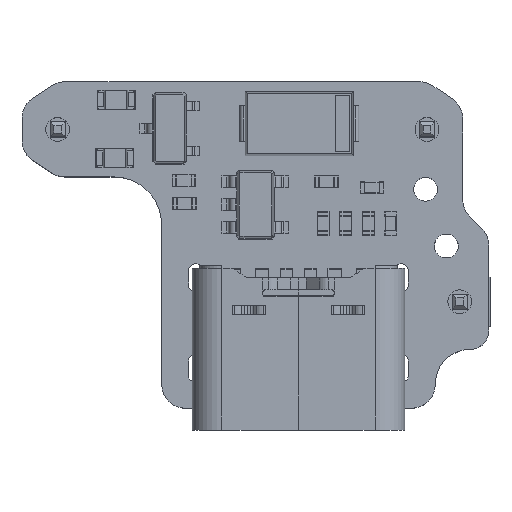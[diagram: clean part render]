
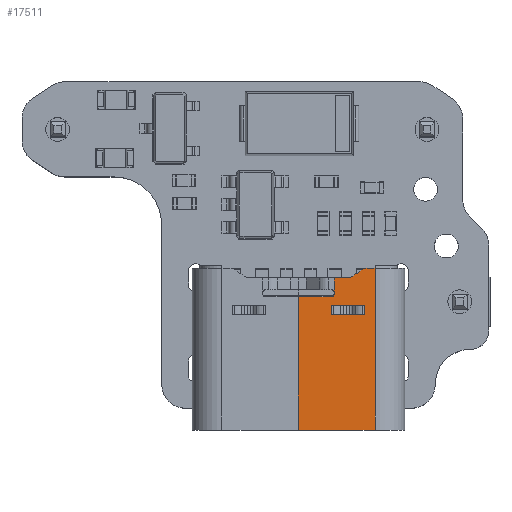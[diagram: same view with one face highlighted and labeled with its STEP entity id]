
A CAD part, top view. The second image highlights one B-rep face of the part: STEP entity #17511.
In plain terms, the highlighted planar face has unit normal (0, 0, 1).
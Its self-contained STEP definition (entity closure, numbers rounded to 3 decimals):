
#16426 = VERTEX_POINT('',#16427);
#16427 = CARTESIAN_POINT('',(0.,-3.4,3.26));
#16435 = EDGE_CURVE('',#16426,#16436,#16438,.T.);
#16436 = VERTEX_POINT('',#16437);
#16437 = CARTESIAN_POINT('',(3.22,-3.4,3.26));
#16438 = LINE('',#16439,#16440);
#16439 = CARTESIAN_POINT('',(0.,-3.4,3.26));
#16440 = VECTOR('',#16441,1.);
#16441 = DIRECTION('',(1.,-0.,0.));
#17485 = EDGE_CURVE('',#16426,#17486,#17488,.T.);
#17486 = VERTEX_POINT('',#17487);
#17487 = CARTESIAN_POINT('',(0.,2.2,3.26));
#17488 = LINE('',#17489,#17490);
#17489 = CARTESIAN_POINT('',(0.,-3.4,3.26));
#17490 = VECTOR('',#17491,1.);
#17491 = DIRECTION('',(0.,1.,0.));
#17511 = ADVANCED_FACE('',(#17512,#17605),#17671,.F.);
#17512 = FACE_BOUND('',#17513,.F.);
#17513 = EDGE_LOOP('',(#17514,#17522,#17531,#17539,#17547,#17555,#17563,
    #17572,#17580,#17589,#17597,#17603,#17604));
#17514 = ORIENTED_EDGE('',*,*,#17515,.F.);
#17515 = EDGE_CURVE('',#17516,#17486,#17518,.T.);
#17516 = VERTEX_POINT('',#17517);
#17517 = CARTESIAN_POINT('',(1.375,2.2,3.26));
#17518 = LINE('',#17519,#17520);
#17519 = CARTESIAN_POINT('',(1.5,2.2,3.26));
#17520 = VECTOR('',#17521,1.);
#17521 = DIRECTION('',(-1.,-0.,0.));
#17522 = ORIENTED_EDGE('',*,*,#17523,.T.);
#17523 = EDGE_CURVE('',#17516,#17524,#17526,.T.);
#17524 = VERTEX_POINT('',#17525);
#17525 = CARTESIAN_POINT('',(1.5,2.325,3.26));
#17526 = CIRCLE('',#17527,0.125);
#17527 = AXIS2_PLACEMENT_3D('',#17528,#17529,#17530);
#17528 = CARTESIAN_POINT('',(1.375,2.325,3.26));
#17529 = DIRECTION('',(0.,0.,1.));
#17530 = DIRECTION('',(0.,-1.,0.));
#17531 = ORIENTED_EDGE('',*,*,#17532,.F.);
#17532 = EDGE_CURVE('',#17533,#17524,#17535,.T.);
#17533 = VERTEX_POINT('',#17534);
#17534 = CARTESIAN_POINT('',(1.5,2.375,3.26));
#17535 = LINE('',#17536,#17537);
#17536 = CARTESIAN_POINT('',(1.5,3.,3.26));
#17537 = VECTOR('',#17538,1.);
#17538 = DIRECTION('',(0.,-1.,0.));
#17539 = ORIENTED_EDGE('',*,*,#17540,.F.);
#17540 = EDGE_CURVE('',#17541,#17533,#17543,.T.);
#17541 = VERTEX_POINT('',#17542);
#17542 = CARTESIAN_POINT('',(1.5,2.5,3.26));
#17543 = LINE('',#17544,#17545);
#17544 = CARTESIAN_POINT('',(1.5,3.,3.26));
#17545 = VECTOR('',#17546,1.);
#17546 = DIRECTION('',(0.,-1.,0.));
#17547 = ORIENTED_EDGE('',*,*,#17548,.F.);
#17548 = EDGE_CURVE('',#17549,#17541,#17551,.T.);
#17549 = VERTEX_POINT('',#17550);
#17550 = CARTESIAN_POINT('',(1.5,3.,3.26));
#17551 = LINE('',#17552,#17553);
#17552 = CARTESIAN_POINT('',(1.5,3.,3.26));
#17553 = VECTOR('',#17554,1.);
#17554 = DIRECTION('',(0.,-1.,0.));
#17555 = ORIENTED_EDGE('',*,*,#17556,.T.);
#17556 = EDGE_CURVE('',#17549,#17557,#17559,.T.);
#17557 = VERTEX_POINT('',#17558);
#17558 = CARTESIAN_POINT('',(2.01,3.,3.26));
#17559 = LINE('',#17560,#17561);
#17560 = CARTESIAN_POINT('',(1.5,3.,3.26));
#17561 = VECTOR('',#17562,1.);
#17562 = DIRECTION('',(1.,0.,0.));
#17563 = ORIENTED_EDGE('',*,*,#17564,.T.);
#17564 = EDGE_CURVE('',#17557,#17565,#17567,.T.);
#17565 = VERTEX_POINT('',#17566);
#17566 = CARTESIAN_POINT('',(2.365,3.12,3.26));
#17567 = CIRCLE('',#17568,0.585);
#17568 = AXIS2_PLACEMENT_3D('',#17569,#17570,#17571);
#17569 = CARTESIAN_POINT('',(2.01,3.585,3.26));
#17570 = DIRECTION('',(0.,0.,1.));
#17571 = DIRECTION('',(1.,0.,0.));
#17572 = ORIENTED_EDGE('',*,*,#17573,.T.);
#17573 = EDGE_CURVE('',#17565,#17574,#17576,.T.);
#17574 = VERTEX_POINT('',#17575);
#17575 = CARTESIAN_POINT('',(2.575,3.28,3.26));
#17576 = LINE('',#17577,#17578);
#17577 = CARTESIAN_POINT('',(2.365,3.12,3.26));
#17578 = VECTOR('',#17579,1.);
#17579 = DIRECTION('',(0.795,0.606,0.)
  );
#17580 = ORIENTED_EDGE('',*,*,#17581,.F.);
#17581 = EDGE_CURVE('',#17582,#17574,#17584,.T.);
#17582 = VERTEX_POINT('',#17583);
#17583 = CARTESIAN_POINT('',(2.93,3.4,3.26));
#17584 = CIRCLE('',#17585,0.585);
#17585 = AXIS2_PLACEMENT_3D('',#17586,#17587,#17588);
#17586 = CARTESIAN_POINT('',(2.93,2.815,3.26));
#17587 = DIRECTION('',(0.,0.,1.));
#17588 = DIRECTION('',(1.,0.,0.));
#17589 = ORIENTED_EDGE('',*,*,#17590,.T.);
#17590 = EDGE_CURVE('',#17582,#17591,#17593,.T.);
#17591 = VERTEX_POINT('',#17592);
#17592 = CARTESIAN_POINT('',(3.22,3.4,3.26));
#17593 = LINE('',#17594,#17595);
#17594 = CARTESIAN_POINT('',(0.,3.4,3.26));
#17595 = VECTOR('',#17596,1.);
#17596 = DIRECTION('',(1.,-0.,0.));
#17597 = ORIENTED_EDGE('',*,*,#17598,.F.);
#17598 = EDGE_CURVE('',#16436,#17591,#17599,.T.);
#17599 = LINE('',#17600,#17601);
#17600 = CARTESIAN_POINT('',(3.22,-3.4,3.26));
#17601 = VECTOR('',#17602,1.);
#17602 = DIRECTION('',(0.,1.,0.));
#17603 = ORIENTED_EDGE('',*,*,#16435,.F.);
#17604 = ORIENTED_EDGE('',*,*,#17485,.T.);
#17605 = FACE_BOUND('',#17606,.F.);
#17606 = EDGE_LOOP('',(#17607,#17617,#17625,#17633,#17641,#17649,#17657,
    #17665));
#17607 = ORIENTED_EDGE('',*,*,#17608,.F.);
#17608 = EDGE_CURVE('',#17609,#17611,#17613,.T.);
#17609 = VERTEX_POINT('',#17610);
#17610 = CARTESIAN_POINT('',(1.37,1.85,3.26));
#17611 = VERTEX_POINT('',#17612);
#17612 = CARTESIAN_POINT('',(1.47,1.85,3.26));
#17613 = LINE('',#17614,#17615);
#17614 = CARTESIAN_POINT('',(1.37,1.85,3.26));
#17615 = VECTOR('',#17616,1.);
#17616 = DIRECTION('',(1.,0.,0.));
#17617 = ORIENTED_EDGE('',*,*,#17618,.F.);
#17618 = EDGE_CURVE('',#17619,#17609,#17621,.T.);
#17619 = VERTEX_POINT('',#17620);
#17620 = CARTESIAN_POINT('',(1.37,1.45,3.26));
#17621 = LINE('',#17622,#17623);
#17622 = CARTESIAN_POINT('',(1.37,1.45,3.26));
#17623 = VECTOR('',#17624,1.);
#17624 = DIRECTION('',(0.,1.,0.));
#17625 = ORIENTED_EDGE('',*,*,#17626,.F.);
#17626 = EDGE_CURVE('',#17627,#17619,#17629,.T.);
#17627 = VERTEX_POINT('',#17628);
#17628 = CARTESIAN_POINT('',(1.47,1.45,3.26));
#17629 = LINE('',#17630,#17631);
#17630 = CARTESIAN_POINT('',(2.79,1.45,3.26));
#17631 = VECTOR('',#17632,1.);
#17632 = DIRECTION('',(-1.,-0.,0.));
#17633 = ORIENTED_EDGE('',*,*,#17634,.F.);
#17634 = EDGE_CURVE('',#17635,#17627,#17637,.T.);
#17635 = VERTEX_POINT('',#17636);
#17636 = CARTESIAN_POINT('',(2.69,1.45,3.26));
#17637 = LINE('',#17638,#17639);
#17638 = CARTESIAN_POINT('',(2.79,1.45,3.26));
#17639 = VECTOR('',#17640,1.);
#17640 = DIRECTION('',(-1.,-0.,0.));
#17641 = ORIENTED_EDGE('',*,*,#17642,.F.);
#17642 = EDGE_CURVE('',#17643,#17635,#17645,.T.);
#17643 = VERTEX_POINT('',#17644);
#17644 = CARTESIAN_POINT('',(2.79,1.45,3.26));
#17645 = LINE('',#17646,#17647);
#17646 = CARTESIAN_POINT('',(2.79,1.45,3.26));
#17647 = VECTOR('',#17648,1.);
#17648 = DIRECTION('',(-1.,-0.,0.));
#17649 = ORIENTED_EDGE('',*,*,#17650,.F.);
#17650 = EDGE_CURVE('',#17651,#17643,#17653,.T.);
#17651 = VERTEX_POINT('',#17652);
#17652 = CARTESIAN_POINT('',(2.79,1.85,3.26));
#17653 = LINE('',#17654,#17655);
#17654 = CARTESIAN_POINT('',(2.79,1.85,3.26));
#17655 = VECTOR('',#17656,1.);
#17656 = DIRECTION('',(0.,-1.,0.));
#17657 = ORIENTED_EDGE('',*,*,#17658,.F.);
#17658 = EDGE_CURVE('',#17659,#17651,#17661,.T.);
#17659 = VERTEX_POINT('',#17660);
#17660 = CARTESIAN_POINT('',(2.69,1.85,3.26));
#17661 = LINE('',#17662,#17663);
#17662 = CARTESIAN_POINT('',(1.37,1.85,3.26));
#17663 = VECTOR('',#17664,1.);
#17664 = DIRECTION('',(1.,0.,0.));
#17665 = ORIENTED_EDGE('',*,*,#17666,.F.);
#17666 = EDGE_CURVE('',#17611,#17659,#17667,.T.);
#17667 = LINE('',#17668,#17669);
#17668 = CARTESIAN_POINT('',(1.37,1.85,3.26));
#17669 = VECTOR('',#17670,1.);
#17670 = DIRECTION('',(1.,0.,0.));
#17671 = PLANE('',#17672);
#17672 = AXIS2_PLACEMENT_3D('',#17673,#17674,#17675);
#17673 = CARTESIAN_POINT('',(0.,-3.4,3.26));
#17674 = DIRECTION('',(-0.,0.,-1.));
#17675 = DIRECTION('',(1.,0.,-0.));
